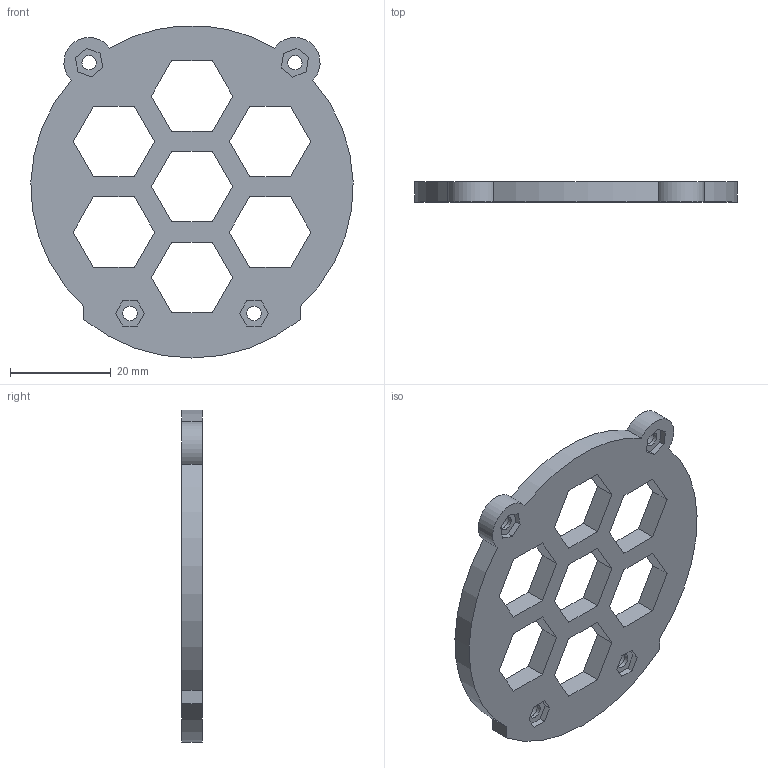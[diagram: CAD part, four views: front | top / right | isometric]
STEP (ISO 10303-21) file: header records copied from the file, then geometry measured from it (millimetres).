
FILE_DESCRIPTION(/* description */ (''),/* implementation_level */ '2;1');
FILE_NAME(/* name */ 'BRACHIUM BACKPLATE V2.step',/* time_stamp */ '2024-07-31T02:20:08-04:00',/* author */ (''),/* organization */ (''),/* preprocessor_version */ 'ST-DEVELOPER v20',/* originating_system */ 'Autodesk Translation Framework v13.14.0.145',/* authorisation */ '');
FILE_SCHEMA (('AUTOMOTIVE_DESIGN { 1 0 10303 214 3 1 1 }'));
Length unit declared in the file: millimetre
Products named in the file (1): BRACHIUM
Bounding box: 63.97 x 4 x 65.91 mm (x, y, z)
Volume: 8556.2 mm3; surface area: 6815.8 mm2
Topology: 1 solids, 1 shells, 92 faces, 246 edges, 164 vertices
Faces by surface type: plane 78, cylinder 14
Full cylindrical faces by diameter (mm): 2.85 x4, 4.6 x4
Entity records: 2925 total; most frequent: CARTESIAN_POINT 503, ORIENTED_EDGE 492, DIRECTION 460, EDGE_CURVE 246, LINE 218, VECTOR 218, VERTEX_POINT 164, EDGE_LOOP 122
